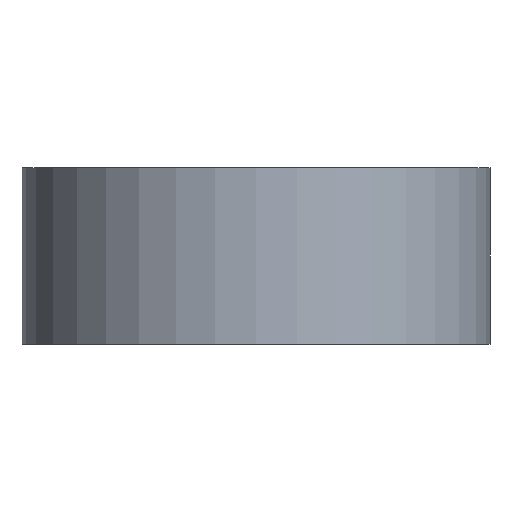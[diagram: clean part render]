
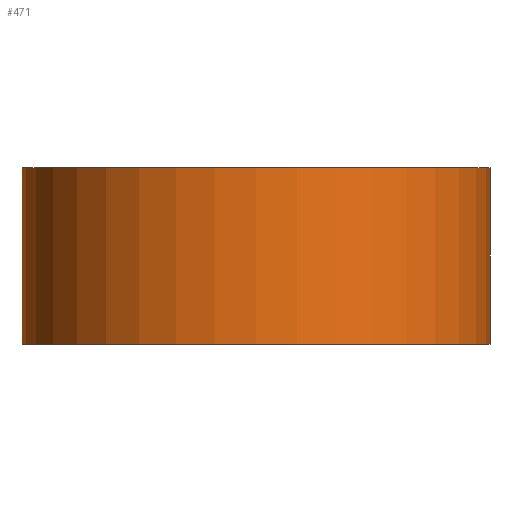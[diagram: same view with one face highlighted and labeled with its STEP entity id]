
A CAD part, front view. The second image highlights one B-rep face of the part: STEP entity #471.
In plain terms, the highlighted cylindrical face has radius 17.265 mm (diameter 34.53 mm), a full revolution.
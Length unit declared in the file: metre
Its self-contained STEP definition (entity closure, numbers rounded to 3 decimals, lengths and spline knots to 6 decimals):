
#51=CIRCLE('',#541,0.017265);
#52=CIRCLE('',#542,0.017265);
#133=ORIENTED_EDGE('',*,*,#243,.F.);
#134=ORIENTED_EDGE('',*,*,#244,.T.);
#243=EDGE_CURVE('',#289,#289,#51,.T.);
#244=EDGE_CURVE('',#290,#290,#52,.T.);
#289=VERTEX_POINT('',#827);
#290=VERTEX_POINT('',#829);
#377=EDGE_LOOP('',(#133));
#378=EDGE_LOOP('',(#134));
#417=FACE_BOUND('',#377,.T.);
#418=FACE_BOUND('',#378,.T.);
#448=CYLINDRICAL_SURFACE('',#540,0.017265);
#471=ADVANCED_FACE('',(#417,#418),#448,.T.);
#540=AXIS2_PLACEMENT_3D('',#825,#683,#684);
#541=AXIS2_PLACEMENT_3D('',#826,#685,#686);
#542=AXIS2_PLACEMENT_3D('',#828,#687,#688);
#683=DIRECTION('',(0.,0.,-1.));
#684=DIRECTION('',(-1.,0.,0.));
#685=DIRECTION('',(0.,0.,1.));
#686=DIRECTION('',(1.,0.,0.));
#687=DIRECTION('',(0.,0.,1.));
#688=DIRECTION('',(1.,0.,0.));
#825=CARTESIAN_POINT('',(0.,0.,0.01125));
#826=CARTESIAN_POINT('',(0.,0.,0.01125));
#827=CARTESIAN_POINT('',(0.017265,0.,0.01125));
#828=CARTESIAN_POINT('',(0.,0.,-0.00175));
#829=CARTESIAN_POINT('',(0.017265,0.,-0.00175));
